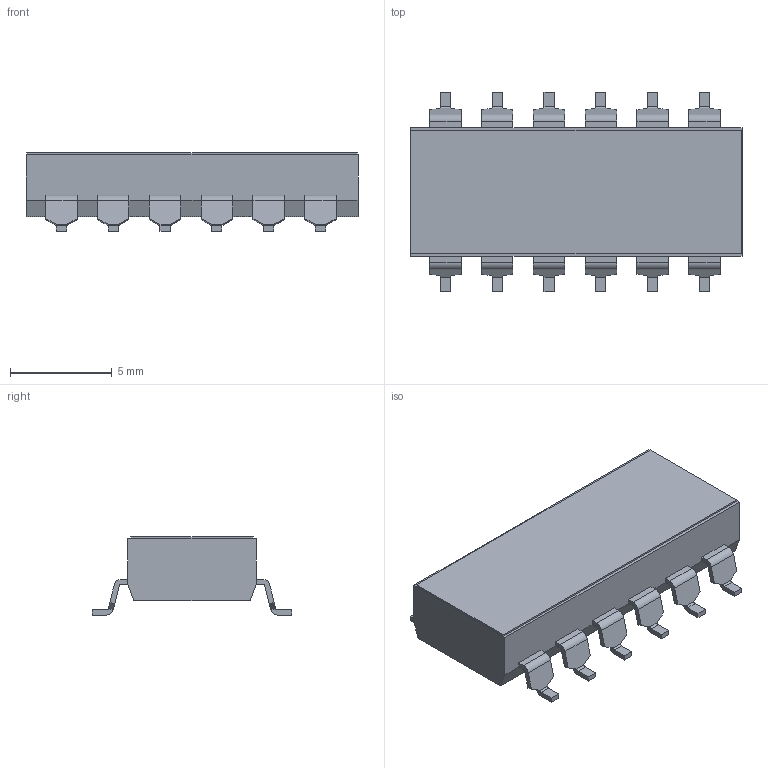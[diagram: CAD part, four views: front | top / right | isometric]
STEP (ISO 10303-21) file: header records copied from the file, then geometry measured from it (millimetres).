
FILE_DESCRIPTION((' '),'2;1');
FILE_NAME('KAE06TGGx.stp','2017-07-28T14:03:39',(' '),(' '),' ','ACIS',' ');
FILE_SCHEMA(('CONFIG_CONTROL_DESIGN'));
Length unit declared in the file: inch
Products named in the file (1): KAE06TGGx.stp
Bounding box: 16.28 x 9.8 x 3.83 mm (x, y, z)
Volume: 323.4 mm3; surface area: 468.7 mm2
Topology: 1 solids, 7 shells, 307 faces, 810 edges, 512 vertices
Faces by surface type: plane 259, cylinder 48
Entity records: 9389 total; most frequent: CARTESIAN_POINT 1630, ORIENTED_EDGE 1620, DIRECTION 1522, EDGE_CURVE 810, VECTOR 714, LINE 714, VERTEX_POINT 512, AXIS2_PLACEMENT_3D 404
